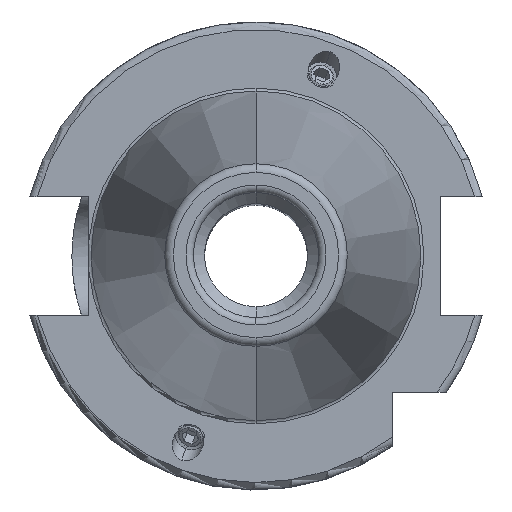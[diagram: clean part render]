
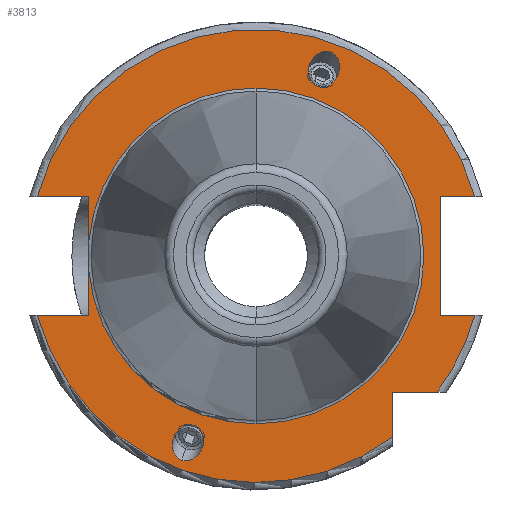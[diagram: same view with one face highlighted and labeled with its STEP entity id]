
A CAD part, top view. The second image highlights one B-rep face of the part: STEP entity #3813.
In plain terms, the highlighted planar face has unit normal (0, 0, 1).
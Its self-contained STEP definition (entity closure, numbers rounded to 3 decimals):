
#205=DIRECTION('',(1,0,0));
#206=VECTOR('',#205,7.004);
#207=CARTESIAN_POINT('',(-29.704,-8.05,15.9));
#208=LINE('',#207,#206);
#209=DIRECTION('',(0,1,0));
#210=VECTOR('',#209,5.917);
#211=CARTESIAN_POINT('',(-22.7,-8.05,15.9));
#212=LINE('',#211,#210);
#213=DIRECTION('',(0,1,0));
#214=VECTOR('',#213,5.917);
#215=CARTESIAN_POINT('',(-22.7,2.133,15.9));
#216=LINE('',#215,#214);
#217=DIRECTION('',(1,0,0));
#218=VECTOR('',#217,7.004);
#219=CARTESIAN_POINT('',(-29.704,8.05,15.9));
#220=LINE('',#219,#218);
#221=DIRECTION('',(-1,0,0));
#222=VECTOR('',#221,4.704);
#223=CARTESIAN_POINT('',(29.704,8.05,15.9));
#224=LINE('',#223,#222);
#225=DIRECTION('',(0,-1,0));
#226=VECTOR('',#225,16.1);
#227=CARTESIAN_POINT('',(25,8.05,15.9));
#228=LINE('',#227,#226);
#229=DIRECTION('',(-1,0,0));
#230=VECTOR('',#229,4.704);
#231=CARTESIAN_POINT('',(29.704,-8.05,15.9));
#232=LINE('',#231,#230);
#233=CARTESIAN_POINT('',(0,0,15.9));
#234=DIRECTION('',(0,0,1));
#235=DIRECTION('',(0.799,-0.601,0));
#236=AXIS2_PLACEMENT_3D('',#233,#234,#235);
#238=DIRECTION('',(-1,0,0));
#239=VECTOR('',#238,6.094);
#240=CARTESIAN_POINT('',(24.594,-18.5,15.9));
#241=LINE('',#240,#239);
#242=DIRECTION('',(0,1,0));
#243=VECTOR('',#242,6.094);
#244=CARTESIAN_POINT('',(18.5,-24.594,15.9));
#245=LINE('',#244,#243);
#246=CARTESIAN_POINT('',(10.09,27.723,15.9));
#247=CARTESIAN_POINT('',(9.863,27.806,15.9));
#248=CARTESIAN_POINT('',(9.337,27.884,15.9));
#249=CARTESIAN_POINT('',(8.455,27.594,15.9));
#250=CARTESIAN_POINT('',(7.834,27.033,15.9));
#251=CARTESIAN_POINT('',(7.483,26.49,15.9));
#252=CARTESIAN_POINT('',(7.298,26.077,15.9));
#253=CARTESIAN_POINT('',(7.174,25.641,15.9));
#254=CARTESIAN_POINT('',(7.094,25.,15.9));
#255=CARTESIAN_POINT('',(7.208,24.17,15.9));
#256=CARTESIAN_POINT('',(7.698,23.381,15.9));
#257=CARTESIAN_POINT('',(8.152,23.103,15.9));
#258=CARTESIAN_POINT('',(8.379,23.02,15.9));
#260=CARTESIAN_POINT('',(8.379,23.02,15.9));
#261=CARTESIAN_POINT('',(8.606,22.937,15.9));
#262=CARTESIAN_POINT('',(9.133,22.859,15.9));
#263=CARTESIAN_POINT('',(10.014,23.149,15.9));
#264=CARTESIAN_POINT('',(10.635,23.711,15.9));
#265=CARTESIAN_POINT('',(10.986,24.253,15.9));
#266=CARTESIAN_POINT('',(11.171,24.667,15.9));
#267=CARTESIAN_POINT('',(11.295,25.103,15.9));
#268=CARTESIAN_POINT('',(11.375,25.744,15.9));
#269=CARTESIAN_POINT('',(11.261,26.573,15.9));
#270=CARTESIAN_POINT('',(10.771,27.362,15.9));
#271=CARTESIAN_POINT('',(10.318,27.641,15.9));
#272=CARTESIAN_POINT('',(10.09,27.723,15.9));
#274=CARTESIAN_POINT('',(-10.09,-27.723,15.9));
#275=CARTESIAN_POINT('',(-10.318,-27.641,15.9));
#276=CARTESIAN_POINT('',(-10.771,-27.362,15.9));
#277=CARTESIAN_POINT('',(-11.261,-26.573,15.9));
#278=CARTESIAN_POINT('',(-11.375,-25.744,15.9));
#279=CARTESIAN_POINT('',(-11.295,-25.103,15.9));
#280=CARTESIAN_POINT('',(-11.171,-24.667,15.9));
#281=CARTESIAN_POINT('',(-10.986,-24.253,15.9));
#282=CARTESIAN_POINT('',(-10.635,-23.711,15.9));
#283=CARTESIAN_POINT('',(-10.014,-23.149,15.9));
#284=CARTESIAN_POINT('',(-9.133,-22.859,15.9));
#285=CARTESIAN_POINT('',(-8.606,-22.937,15.9));
#286=CARTESIAN_POINT('',(-8.379,-23.02,15.9));
#288=CARTESIAN_POINT('',(-8.379,-23.02,15.9));
#289=CARTESIAN_POINT('',(-8.152,-23.103,15.9));
#290=CARTESIAN_POINT('',(-7.698,-23.381,15.9));
#291=CARTESIAN_POINT('',(-7.208,-24.17,15.9));
#292=CARTESIAN_POINT('',(-7.094,-25.,15.9));
#293=CARTESIAN_POINT('',(-7.174,-25.641,15.9));
#294=CARTESIAN_POINT('',(-7.298,-26.077,15.9));
#295=CARTESIAN_POINT('',(-7.483,-26.49,15.9));
#296=CARTESIAN_POINT('',(-7.834,-27.033,15.9));
#297=CARTESIAN_POINT('',(-8.455,-27.594,15.9));
#298=CARTESIAN_POINT('',(-9.337,-27.884,15.9));
#299=CARTESIAN_POINT('',(-9.863,-27.806,15.9));
#300=CARTESIAN_POINT('',(-10.09,-27.723,15.9));
#312=CARTESIAN_POINT('',(0,0,15.9));
#313=DIRECTION('',(0,0,1));
#314=DIRECTION('',(0,1,0));
#315=AXIS2_PLACEMENT_3D('',#312,#313,#314);
#327=CARTESIAN_POINT('',(0,0,15.9));
#328=DIRECTION('',(0,0,1));
#329=DIRECTION('',(-0.996,-0.094,0));
#330=AXIS2_PLACEMENT_3D('',#327,#328,#329);
#332=CARTESIAN_POINT('',(0,0,15.9));
#333=DIRECTION('',(0,0,-1));
#334=DIRECTION('',(0,1,0));
#335=AXIS2_PLACEMENT_3D('',#332,#333,#334);
#1835=CARTESIAN_POINT('',(0,0,15.9));
#1836=DIRECTION('',(0,0,1));
#1837=DIRECTION('',(0.965,0.262,0));
#1838=AXIS2_PLACEMENT_3D('',#1835,#1836,#1837);
#1886=CARTESIAN_POINT('',(0,0,15.9));
#1887=DIRECTION('',(0,0,1));
#1888=DIRECTION('',(-0.965,-0.262,0));
#1889=AXIS2_PLACEMENT_3D('',#1886,#1887,#1888);
#2910=CARTESIAN_POINT('',(0,22.8,15.9));
#2912=VERTEX_POINT('',#2910);
#2932=CARTESIAN_POINT('',(0,-22.8,15.9));
#2934=VERTEX_POINT('',#2932);
#3072=CARTESIAN_POINT('',(-29.704,-8.05,15.9));
#3073=CARTESIAN_POINT('',(-22.7,-8.05,15.9));
#3074=VERTEX_POINT('',#3072);
#3075=VERTEX_POINT('',#3073);
#3076=CARTESIAN_POINT('',(-22.7,-2.133,15.9));
#3077=VERTEX_POINT('',#3076);
#3078=CARTESIAN_POINT('',(-22.7,2.133,15.9));
#3079=CARTESIAN_POINT('',(-22.7,8.05,15.9));
#3080=VERTEX_POINT('',#3078);
#3081=VERTEX_POINT('',#3079);
#3082=CARTESIAN_POINT('',(-29.704,8.05,15.9));
#3083=VERTEX_POINT('',#3082);
#3084=CARTESIAN_POINT('',(25,8.05,15.9));
#3085=CARTESIAN_POINT('',(25,-8.05,15.9));
#3086=VERTEX_POINT('',#3084);
#3087=VERTEX_POINT('',#3085);
#3088=CARTESIAN_POINT('',(29.704,-8.05,15.9));
#3089=VERTEX_POINT('',#3088);
#3090=CARTESIAN_POINT('',(29.704,8.05,15.9));
#3091=VERTEX_POINT('',#3090);
#3092=CARTESIAN_POINT('',(18.5,-24.594,15.9));
#3093=CARTESIAN_POINT('',(18.5,-18.5,15.9));
#3094=VERTEX_POINT('',#3092);
#3095=VERTEX_POINT('',#3093);
#3096=CARTESIAN_POINT('',(24.594,-18.5,15.9));
#3097=VERTEX_POINT('',#3096);
#3192=VERTEX_POINT('',#246);
#3193=VERTEX_POINT('',#258);
#3253=CARTESIAN_POINT('',(-10.09,-27.723,15.9));
#3255=VERTEX_POINT('',#3253);
#3258=CARTESIAN_POINT('',(-8.379,-23.02,15.9));
#3259=VERTEX_POINT('',#3258);
#3769=CARTESIAN_POINT('',(0,0,15.9));
#3770=DIRECTION('',(0,0,-1));
#3771=DIRECTION('',(0,-1,0));
#3772=AXIS2_PLACEMENT_3D('',#3769,#3770,#3771);
#3773=PLANE('',#3772);
#3774=ORIENTED_EDGE('',*,*,#3725,.T.);
#3775=ORIENTED_EDGE('',*,*,#3764,.T.);
#3777=ORIENTED_EDGE('',*,*,#3776,.T.);
#3779=ORIENTED_EDGE('',*,*,#3778,.F.);
#3781=ORIENTED_EDGE('',*,*,#3780,.T.);
#3782=ORIENTED_EDGE('',*,*,#3760,.T.);
#3783=ORIENTED_EDGE('',*,*,#3691,.F.);
#3785=ORIENTED_EDGE('',*,*,#3784,.F.);
#3787=ORIENTED_EDGE('',*,*,#3786,.T.);
#3788=ORIENTED_EDGE('',*,*,#3505,.T.);
#3790=ORIENTED_EDGE('',*,*,#3789,.F.);
#3792=ORIENTED_EDGE('',*,*,#3791,.F.);
#3794=ORIENTED_EDGE('',*,*,#3793,.T.);
#3796=ORIENTED_EDGE('',*,*,#3795,.F.);
#3798=ORIENTED_EDGE('',*,*,#3797,.F.);
#3799=EDGE_LOOP('',(#3774,#3775,#3777,#3779,#3781,#3782,#3783,#3785,#3787,#3788,
#3790,#3792,#3794,#3796,#3798));
#3800=FACE_OUTER_BOUND('',#3799,.F.);
#3802=ORIENTED_EDGE('',*,*,#3801,.T.);
#3804=ORIENTED_EDGE('',*,*,#3803,.T.);
#3805=EDGE_LOOP('',(#3802,#3804));
#3806=FACE_BOUND('',#3805,.F.);
#3808=ORIENTED_EDGE('',*,*,#3807,.F.);
#3810=ORIENTED_EDGE('',*,*,#3809,.F.);
#3811=EDGE_LOOP('',(#3808,#3810));
#3812=FACE_BOUND('',#3811,.F.);
#3813=ADVANCED_FACE('',(#3800,#3806,#3812),#3773,.F.);
#237=CIRCLE('',#236,30.775);
#259=B_SPLINE_CURVE_WITH_KNOTS('',3,(#246,#247,#248,#249,#250,#251,#252,#253,
#254,#255,#256,#257,#258),.UNSPECIFIED.,.F.,.F.,(4,1,1,1,1,1,1,1,1,1,4),(0,
0.125,0.25,0.375,0.438,0.5,0.563,0.625,0.75,0.875,1),
.UNSPECIFIED.);
#273=B_SPLINE_CURVE_WITH_KNOTS('',3,(#260,#261,#262,#263,#264,#265,#266,#267,
#268,#269,#270,#271,#272),.UNSPECIFIED.,.F.,.F.,(4,1,1,1,1,1,1,1,1,1,4),(0,
0.125,0.25,0.375,0.438,0.5,0.563,0.625,0.75,0.875,1),
.UNSPECIFIED.);
#287=B_SPLINE_CURVE_WITH_KNOTS('',3,(#274,#275,#276,#277,#278,#279,#280,#281,
#282,#283,#284,#285,#286),.UNSPECIFIED.,.F.,.F.,(4,1,1,1,1,1,1,1,1,1,4),(0,
0.125,0.25,0.375,0.438,0.5,0.563,0.625,0.75,0.875,1),
.UNSPECIFIED.);
#301=B_SPLINE_CURVE_WITH_KNOTS('',3,(#288,#289,#290,#291,#292,#293,#294,#295,
#296,#297,#298,#299,#300),.UNSPECIFIED.,.F.,.F.,(4,1,1,1,1,1,1,1,1,1,4),(0,
0.125,0.25,0.375,0.438,0.5,0.563,0.625,0.75,0.875,1),
.UNSPECIFIED.);
#316=CIRCLE('',#315,22.8);
#331=CIRCLE('',#330,22.8);
#336=CIRCLE('',#335,22.8);
#1839=CIRCLE('',#1838,30.775);
#1890=CIRCLE('',#1889,30.775);
#3505=EDGE_CURVE('',#3086,#3087,#228,.T.);
#3691=EDGE_CURVE('',#3083,#3081,#220,.T.);
#3725=EDGE_CURVE('',#3074,#3075,#208,.T.);
#3760=EDGE_CURVE('',#3080,#3081,#216,.T.);
#3764=EDGE_CURVE('',#3075,#3077,#212,.T.);
#3776=EDGE_CURVE('',#3077,#2934,#331,.T.);
#3778=EDGE_CURVE('',#2912,#2934,#336,.T.);
#3780=EDGE_CURVE('',#2912,#3080,#316,.T.);
#3784=EDGE_CURVE('',#3091,#3083,#1839,.T.);
#3786=EDGE_CURVE('',#3091,#3086,#224,.T.);
#3789=EDGE_CURVE('',#3089,#3087,#232,.T.);
#3791=EDGE_CURVE('',#3097,#3089,#237,.T.);
#3793=EDGE_CURVE('',#3097,#3095,#241,.T.);
#3795=EDGE_CURVE('',#3094,#3095,#245,.T.);
#3797=EDGE_CURVE('',#3074,#3094,#1890,.T.);
#3801=EDGE_CURVE('',#3192,#3193,#259,.T.);
#3803=EDGE_CURVE('',#3193,#3192,#273,.T.);
#3807=EDGE_CURVE('',#3255,#3259,#287,.T.);
#3809=EDGE_CURVE('',#3259,#3255,#301,.T.);
